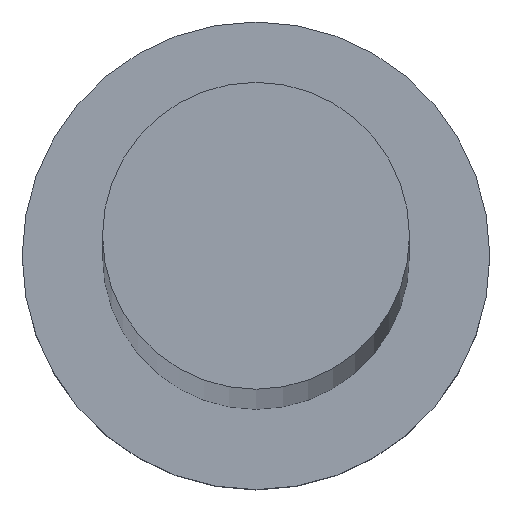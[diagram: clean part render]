
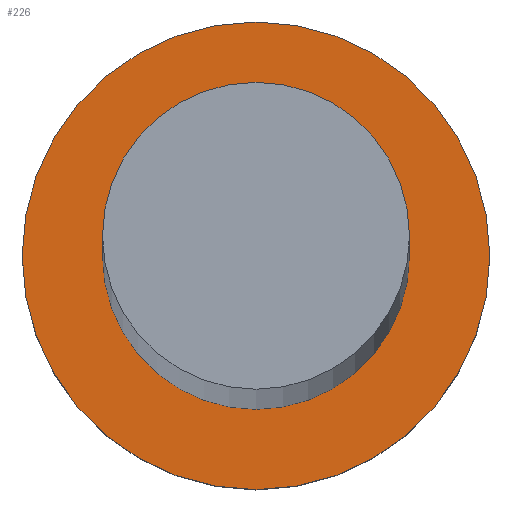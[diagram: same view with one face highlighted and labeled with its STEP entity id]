
A CAD part, top view. The second image highlights one B-rep face of the part: STEP entity #226.
In plain terms, the highlighted planar face has unit normal (0, 0, 1).
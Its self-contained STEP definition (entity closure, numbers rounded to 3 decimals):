
#2 = PLANE ( 'NONE',  #123 ) ;
#6 = ORIENTED_EDGE ( 'NONE', *, *, #140, .F. ) ;
#8 = VERTEX_POINT ( 'NONE', #212 ) ;
#13 = DIRECTION ( 'NONE',  ( 0., 0., 1. ) ) ;
#25 = VERTEX_POINT ( 'NONE', #73 ) ;
#54 = CARTESIAN_POINT ( 'NONE',  ( -8., 0., 6.5 ) ) ;
#58 = CIRCLE ( 'NONE', #161, 8. ) ;
#63 = VERTEX_POINT ( 'NONE', #54 ) ;
#73 = CARTESIAN_POINT ( 'NONE',  ( -5.25, 0., 6.5 ) ) ;
#81 = FACE_BOUND ( 'NONE', #220, .T. ) ;
#84 = AXIS2_PLACEMENT_3D ( 'NONE', #196, #13, #154 ) ;
#93 = CIRCLE ( 'NONE', #84, 5.25 ) ;
#94 = EDGE_LOOP ( 'NONE', ( #131, #248 ) ) ;
#95 = CARTESIAN_POINT ( 'NONE',  ( 0., 0., 6.5 ) ) ;
#109 = CARTESIAN_POINT ( 'NONE',  ( 0., 0., 6.5 ) ) ;
#116 = EDGE_CURVE ( 'NONE', #188, #63, #58, .T. ) ;
#123 = AXIS2_PLACEMENT_3D ( 'NONE', #95, #164, #162 ) ;
#131 = ORIENTED_EDGE ( 'NONE', *, *, #223, .T. ) ;
#140 = EDGE_CURVE ( 'NONE', #8, #25, #93, .T. ) ;
#153 = CIRCLE ( 'NONE', #218, 8. ) ;
#154 = DIRECTION ( 'NONE',  ( 1., 0., 0. ) ) ;
#156 = EDGE_CURVE ( 'NONE', #25, #8, #229, .T. ) ;
#161 = AXIS2_PLACEMENT_3D ( 'NONE', #190, #235, #195 ) ;
#162 = DIRECTION ( 'NONE',  ( 1., 0., 0. ) ) ;
#164 = DIRECTION ( 'NONE',  ( 0., 0., 1. ) ) ;
#168 = ORIENTED_EDGE ( 'NONE', *, *, #156, .F. ) ;
#180 = FACE_OUTER_BOUND ( 'NONE', #94, .T. ) ;
#188 = VERTEX_POINT ( 'NONE', #217 ) ;
#190 = CARTESIAN_POINT ( 'NONE',  ( 0., 0., 6.5 ) ) ;
#192 = DIRECTION ( 'NONE',  ( 1., 0., 0. ) ) ;
#195 = DIRECTION ( 'NONE',  ( 1., 0., 0. ) ) ;
#196 = CARTESIAN_POINT ( 'NONE',  ( 0., 0., 6.5 ) ) ;
#200 = DIRECTION ( 'NONE',  ( 1., 0., 0. ) ) ;
#212 = CARTESIAN_POINT ( 'NONE',  ( 5.25, 0., 6.5 ) ) ;
#215 = DIRECTION ( 'NONE',  ( 0., 0., 1. ) ) ;
#217 = CARTESIAN_POINT ( 'NONE',  ( 8., 0., 6.5 ) ) ;
#218 = AXIS2_PLACEMENT_3D ( 'NONE', #221, #239, #200 ) ;
#220 = EDGE_LOOP ( 'NONE', ( #168, #6 ) ) ;
#221 = CARTESIAN_POINT ( 'NONE',  ( 0., 0., 6.5 ) ) ;
#223 = EDGE_CURVE ( 'NONE', #63, #188, #153, .T. ) ;
#226 = ADVANCED_FACE ( 'NONE', ( #81, #180 ), #2, .T. ) ;
#229 = CIRCLE ( 'NONE', #241, 5.25 ) ;
#235 = DIRECTION ( 'NONE',  ( 0., 0., 1. ) ) ;
#239 = DIRECTION ( 'NONE',  ( 0., 0., 1. ) ) ;
#241 = AXIS2_PLACEMENT_3D ( 'NONE', #109, #215, #192 ) ;
#248 = ORIENTED_EDGE ( 'NONE', *, *, #116, .T. ) ;
